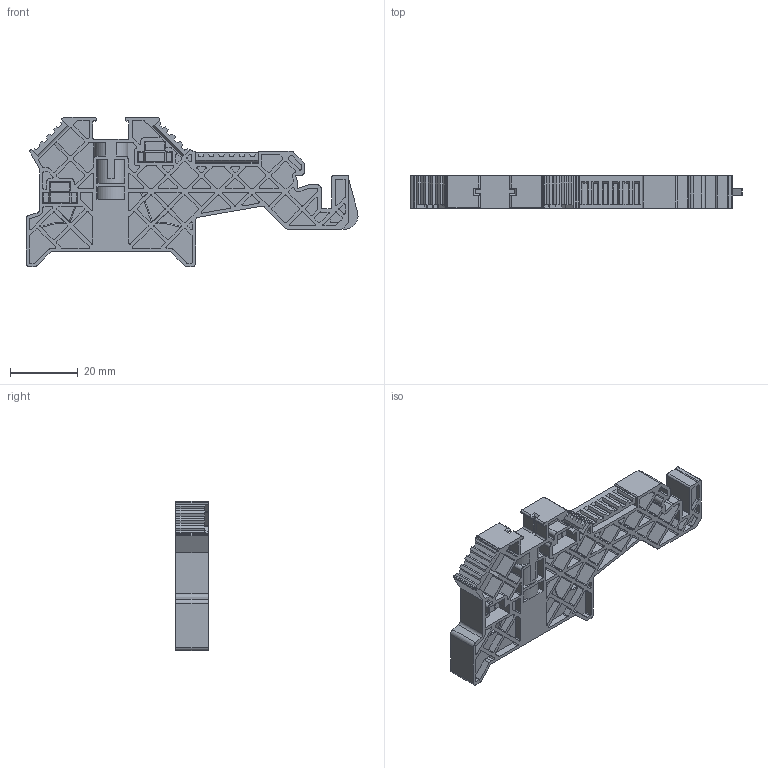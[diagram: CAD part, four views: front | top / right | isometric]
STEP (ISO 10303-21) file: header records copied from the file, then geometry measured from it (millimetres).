
FILE_DESCRIPTION(/* description */ (''),/* implementation_level */ '2;1');
FILE_NAME(/* name */ 'klbh_vol171011_info.stp',/* time_stamp */ '2011-10-17T10:43:12+02:00',/* author */ (''),/* organization */ (''),/* preprocessor_version */ 'ST-DEVELOPER v11',/* originating_system */ 'SIEMENS UGS NX 6.0',/* authorisation */ '');
FILE_SCHEMA (('CONFIG_CONTROL_DESIGN'));
Length unit declared in the file: millimetre
Products named in the file (1): klbh_vol171011_info
Bounding box: 97.8 x 9.5 x 44 mm (x, y, z)
Volume: 14219.7 mm3; surface area: 16646.5 mm2
Topology: 1 solids, 1 shells, 1519 faces, 4109 edges, 2694 vertices
Faces by surface type: plane 939, cylinder 572, torus 4, sphere 4
Entity records: 47976 total; most frequent: CARTESIAN_POINT 8590, DIRECTION 8267, ORIENTED_EDGE 8210, EDGE_CURVE 4105, LINE 2939, VECTOR 2939, VERTEX_POINT 2694, AXIS2_PLACEMENT_3D 2664
